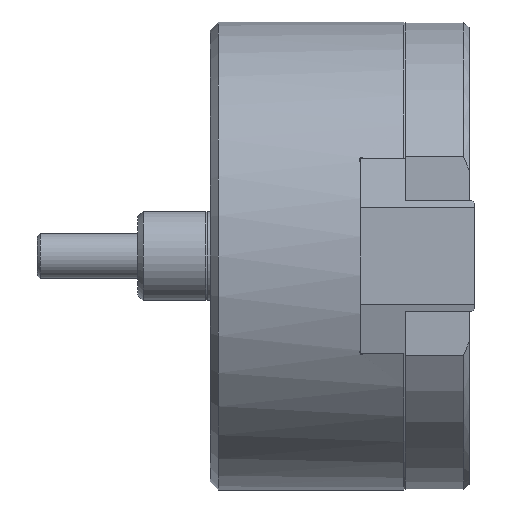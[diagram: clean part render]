
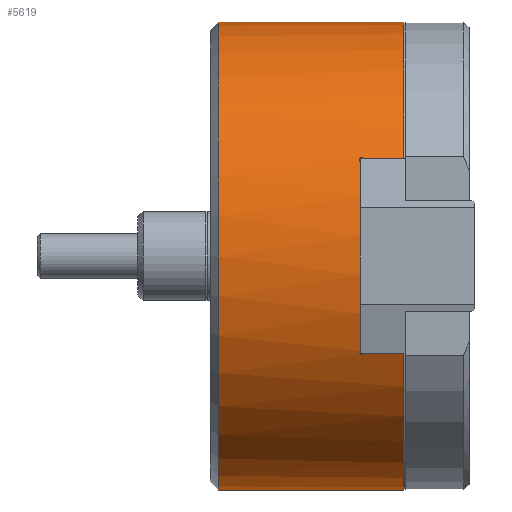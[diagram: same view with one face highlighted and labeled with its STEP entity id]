
A CAD part, front view. The second image highlights one B-rep face of the part: STEP entity #5619.
In plain terms, the highlighted cylindrical face has radius 84 mm (diameter 168 mm), a partial arc.
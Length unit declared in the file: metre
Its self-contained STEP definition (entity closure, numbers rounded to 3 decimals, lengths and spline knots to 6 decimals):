
#68 = DIRECTION ( 'NONE',  ( 0., 0., 1. ) ) ;
#107 = VECTOR ( 'NONE', #9548, 1. ) ;
#201 = CARTESIAN_POINT ( 'NONE',  ( 0.003, 0., 0.084 ) ) ;
#267 = VERTEX_POINT ( 'NONE', #1823 ) ;
#389 = LINE ( 'NONE', #4216, #107 ) ;
#390 = DIRECTION ( 'NONE',  ( 1., 0., 0. ) ) ;
#406 = CARTESIAN_POINT ( 'NONE',  ( 0.0695, 0., 0. ) ) ;
#420 = EDGE_CURVE ( 'NONE', #11406, #267, #4850, .T. ) ;
#427 = CARTESIAN_POINT ( 'NONE',  ( 0.054411, -0.076221, -0.035304 ) ) ;
#749 = DIRECTION ( 'NONE',  ( 1., 0., 0. ) ) ;
#803 = CARTESIAN_POINT ( 'NONE',  ( 0.053776, -0.076757, 0.034123 ) ) ;
#816 = VERTEX_POINT ( 'NONE', #3441 ) ;
#822 = EDGE_LOOP ( 'NONE', ( #8522, #11471, #7081, #10783, #3741, #6753, #4885, #2571, #8702, #5463, #3021 ) ) ;
#1108 = CARTESIAN_POINT ( 'NONE',  ( 0.054959, -0.076285, 0.035166 ) ) ;
#1277 = DIRECTION ( 'NONE',  ( 0., 0., 1. ) ) ;
#1304 = CARTESIAN_POINT ( 'NONE',  ( 0.054078, -0.076274, -0.03519 ) ) ;
#1384 = CARTESIAN_POINT ( 'NONE',  ( 0.054, -0.076866, 0.033876 ) ) ;
#1508 = EDGE_CURVE ( 'NONE', #9121, #11439, #389, .T. ) ;
#1644 = VECTOR ( 'NONE', #5874, 1. ) ;
#1705 = CARTESIAN_POINT ( 'NONE',  ( 0.05369, -0.076545, 0.034596 ) ) ;
#1823 = CARTESIAN_POINT ( 'NONE',  ( 0.055124, -0.076361, -0.035 ) ) ;
#1978 = B_SPLINE_CURVE_WITH_KNOTS ( 'NONE', 3,
 ( #9293, #3053, #4851, #11076, #5739, #427, #6644, #1304, #7515, #2219, #8434, #3089, #9325, #4004, #10214, #4883, #11117, #5783 ),
 .UNSPECIFIED., .F., .F.,
 ( 4, 2, 2, 2, 2, 2, 2, 2, 4 ),
 ( 0., 0.000351, 0.000703, 0.001054, 0.001405, 0.001757, 0.002108, 0.002459, 0.002811 ),
 .UNSPECIFIED. ) ;
#2008 = CARTESIAN_POINT ( 'NONE',  ( 0.055124, -0.076361, 0.035 ) ) ;
#2219 = CARTESIAN_POINT ( 'NONE',  ( 0.053834, -0.076381, -0.034957 ) ) ;
#2487 = VECTOR ( 'NONE', #10611, 1. ) ;
#2571 = ORIENTED_EDGE ( 'NONE', *, *, #6291, .T. ) ;
#2586 = CARTESIAN_POINT ( 'NONE',  ( 0.053885, -0.076343, 0.035039 ) ) ;
#2601 = CARTESIAN_POINT ( 'NONE',  ( 0., -0.076361, -0.035 ) ) ;
#2625 = VERTEX_POINT ( 'NONE', #201 ) ;
#2851 = EDGE_CURVE ( 'NONE', #6806, #2625, #10833, .T. ) ;
#2869 = LINE ( 'NONE', #10562, #7876 ) ;
#2934 = EDGE_CURVE ( 'NONE', #267, #6550, #1978, .T. ) ;
#3021 = ORIENTED_EDGE ( 'NONE', *, *, #5244, .T. ) ;
#3053 = CARTESIAN_POINT ( 'NONE',  ( 0.055055, -0.076321, -0.035087 ) ) ;
#3089 = CARTESIAN_POINT ( 'NONE',  ( 0.053708, -0.076518, -0.034656 ) ) ;
#3114 = CARTESIAN_POINT ( 'NONE',  ( 0.054, -0.076866, -0.033876 ) ) ;
#3439 = AXIS2_PLACEMENT_3D ( 'NONE', #10720, #5390, #68 ) ;
#3441 = CARTESIAN_POINT ( 'NONE',  ( 0.055124, -0.076361, 0.035 ) ) ;
#3491 = CARTESIAN_POINT ( 'NONE',  ( 0.054324, -0.076223, 0.0353 ) ) ;
#3516 = DIRECTION ( 'NONE',  ( 0., 0., 1. ) ) ;
#3741 = ORIENTED_EDGE ( 'NONE', *, *, #4290, .T. ) ;
#3766 = B_SPLINE_CURVE_WITH_KNOTS ( 'NONE', 3,
 ( #8184, #4604, #6429, #1108, #7320, #2008 ),
 .UNSPECIFIED., .F., .F.,
 ( 4, 2, 4 ),
 ( 0.002079, 0.002443, 0.002807 ),
 .UNSPECIFIED. ) ;
#4004 = CARTESIAN_POINT ( 'NONE',  ( 0.05371, -0.076663, -0.034334 ) ) ;
#4087 = CARTESIAN_POINT ( 'NONE',  ( 0., 0., 0.084 ) ) ;
#4216 = CARTESIAN_POINT ( 'NONE',  ( 0., 0., -0.084 ) ) ;
#4232 = AXIS2_PLACEMENT_3D ( 'NONE', #406, #6615, #1277 ) ;
#4290 = EDGE_CURVE ( 'NONE', #6550, #10670, #9362, .T. ) ;
#4357 = CARTESIAN_POINT ( 'NONE',  ( 0.0695, 0., 0.084 ) ) ;
#4428 = CARTESIAN_POINT ( 'NONE',  ( 0.003, 0., -0.084 ) ) ;
#4555 = DIRECTION ( 'NONE',  ( -1., 0., 0. ) ) ;
#4604 = CARTESIAN_POINT ( 'NONE',  ( 0.054623, -0.076223, 0.0353 ) ) ;
#4610 = AXIS2_PLACEMENT_3D ( 'NONE', #10635, #5255, #3516 ) ;
#4656 = B_SPLINE_CURVE_WITH_KNOTS ( 'NONE', 3,
 ( #5225, #10571, #803, #7017, #1705, #7914, #2586, #8815, #3491, #9713 ),
 .UNSPECIFIED., .F., .F.,
 ( 4, 2, 2, 2, 4 ),
 ( 0., 0.00052, 0.00104, 0.00156, 0.002079 ),
 .UNSPECIFIED. ) ;
#4850 = LINE ( 'NONE', #2601, #2487 ) ;
#4851 = CARTESIAN_POINT ( 'NONE',  ( 0.054966, -0.076287, -0.03516 ) ) ;
#4883 = CARTESIAN_POINT ( 'NONE',  ( 0.053841, -0.076797, -0.034034 ) ) ;
#4885 = ORIENTED_EDGE ( 'NONE', *, *, #5133, .T. ) ;
#5073 = CIRCLE ( 'NONE', #4232, 0.084 ) ;
#5085 = VERTEX_POINT ( 'NONE', #5458 ) ;
#5133 = EDGE_CURVE ( 'NONE', #5085, #816, #3766, .T. ) ;
#5225 = CARTESIAN_POINT ( 'NONE',  ( 0.054, -0.076866, 0.033876 ) ) ;
#5244 = EDGE_CURVE ( 'NONE', #2625, #11439, #6839, .T. ) ;
#5255 = DIRECTION ( 'NONE',  ( -1., 0., 0. ) ) ;
#5390 = DIRECTION ( 'NONE',  ( -1., 0., 0. ) ) ;
#5458 = CARTESIAN_POINT ( 'NONE',  ( 0.0545, -0.076223, 0.0353 ) ) ;
#5463 = ORIENTED_EDGE ( 'NONE', *, *, #2851, .T. ) ;
#5619 = ADVANCED_FACE ( 'NONE', ( #7655 ), #9757, .T. ) ;
#5630 = EDGE_CURVE ( 'NONE', #10670, #5085, #4656, .T. ) ;
#5700 = CARTESIAN_POINT ( 'NONE',  ( 0.003, 0., 0. ) ) ;
#5739 = CARTESIAN_POINT ( 'NONE',  ( 0.054645, -0.076225, -0.035295 ) ) ;
#5783 = CARTESIAN_POINT ( 'NONE',  ( 0.054, -0.076866, -0.033876 ) ) ;
#5874 = DIRECTION ( 'NONE',  ( -1., 0., 0. ) ) ;
#6273 = VERTEX_POINT ( 'NONE', #6964 ) ;
#6291 = EDGE_CURVE ( 'NONE', #816, #6273, #2869, .T. ) ;
#6429 = CARTESIAN_POINT ( 'NONE',  ( 0.054744, -0.076236, 0.035271 ) ) ;
#6550 = VERTEX_POINT ( 'NONE', #3114 ) ;
#6596 = DIRECTION ( 'NONE',  ( 0., 0., -1. ) ) ;
#6615 = DIRECTION ( 'NONE',  ( -1., 0., 0. ) ) ;
#6644 = CARTESIAN_POINT ( 'NONE',  ( 0.054293, -0.076231, -0.035281 ) ) ;
#6753 = ORIENTED_EDGE ( 'NONE', *, *, #5630, .T. ) ;
#6806 = VERTEX_POINT ( 'NONE', #4357 ) ;
#6839 = CIRCLE ( 'NONE', #8644, 0.084 ) ;
#6878 = CIRCLE ( 'NONE', #8933, 0.084 ) ;
#6964 = CARTESIAN_POINT ( 'NONE',  ( 0.0695, -0.076361, 0.035 ) ) ;
#7017 = CARTESIAN_POINT ( 'NONE',  ( 0.053687, -0.07662, 0.034431 ) ) ;
#7081 = ORIENTED_EDGE ( 'NONE', *, *, #420, .T. ) ;
#7110 = EDGE_CURVE ( 'NONE', #6273, #6806, #5073, .T. ) ;
#7320 = CARTESIAN_POINT ( 'NONE',  ( 0.055052, -0.076319, 0.035091 ) ) ;
#7515 = CARTESIAN_POINT ( 'NONE',  ( 0.053984, -0.076305, -0.035121 ) ) ;
#7655 = FACE_OUTER_BOUND ( 'NONE', #822, .T. ) ;
#7876 = VECTOR ( 'NONE', #749, 1. ) ;
#7914 = CARTESIAN_POINT ( 'NONE',  ( 0.053788, -0.076408, 0.034899 ) ) ;
#8107 = EDGE_CURVE ( 'NONE', #9121, #11406, #6878, .T. ) ;
#8184 = CARTESIAN_POINT ( 'NONE',  ( 0.0545, -0.076223, 0.0353 ) ) ;
#8434 = CARTESIAN_POINT ( 'NONE',  ( 0.053778, -0.076425, -0.03486 ) ) ;
#8522 = ORIENTED_EDGE ( 'NONE', *, *, #1508, .F. ) ;
#8644 = AXIS2_PLACEMENT_3D ( 'NONE', #5700, #390, #6596 ) ;
#8702 = ORIENTED_EDGE ( 'NONE', *, *, #7110, .T. ) ;
#8815 = CARTESIAN_POINT ( 'NONE',  ( 0.054154, -0.07625, 0.035241 ) ) ;
#8821 = CARTESIAN_POINT ( 'NONE',  ( 0.0695, -0.076361, -0.035 ) ) ;
#8933 = AXIS2_PLACEMENT_3D ( 'NONE', #9879, #4555, #10775 ) ;
#9121 = VERTEX_POINT ( 'NONE', #9414 ) ;
#9293 = CARTESIAN_POINT ( 'NONE',  ( 0.055124, -0.076361, -0.035 ) ) ;
#9325 = CARTESIAN_POINT ( 'NONE',  ( 0.053694, -0.076567, -0.034548 ) ) ;
#9362 = CIRCLE ( 'NONE', #3439, 0.084 ) ;
#9414 = CARTESIAN_POINT ( 'NONE',  ( 0.0695, 0., -0.084 ) ) ;
#9548 = DIRECTION ( 'NONE',  ( -1., 0., 0. ) ) ;
#9713 = CARTESIAN_POINT ( 'NONE',  ( 0.0545, -0.076223, 0.0353 ) ) ;
#9757 = CYLINDRICAL_SURFACE ( 'NONE', #4610, 0.084 ) ;
#9879 = CARTESIAN_POINT ( 'NONE',  ( 0.0695, 0., 0. ) ) ;
#10214 = CARTESIAN_POINT ( 'NONE',  ( 0.053739, -0.07671, -0.034229 ) ) ;
#10562 = CARTESIAN_POINT ( 'NONE',  ( 0., -0.076361, 0.035 ) ) ;
#10571 = CARTESIAN_POINT ( 'NONE',  ( 0.053868, -0.07682, 0.033982 ) ) ;
#10611 = DIRECTION ( 'NONE',  ( -1., 0., 0. ) ) ;
#10635 = CARTESIAN_POINT ( 'NONE',  ( 0., 0., 0. ) ) ;
#10670 = VERTEX_POINT ( 'NONE', #1384 ) ;
#10720 = CARTESIAN_POINT ( 'NONE',  ( 0.054, 0., 0. ) ) ;
#10775 = DIRECTION ( 'NONE',  ( 0., 0., 1. ) ) ;
#10783 = ORIENTED_EDGE ( 'NONE', *, *, #2934, .T. ) ;
#10833 = LINE ( 'NONE', #4087, #1644 ) ;
#11076 = CARTESIAN_POINT ( 'NONE',  ( 0.054761, -0.076239, -0.035265 ) ) ;
#11117 = CARTESIAN_POINT ( 'NONE',  ( 0.053911, -0.076835, -0.033947 ) ) ;
#11406 = VERTEX_POINT ( 'NONE', #8821 ) ;
#11439 = VERTEX_POINT ( 'NONE', #4428 ) ;
#11471 = ORIENTED_EDGE ( 'NONE', *, *, #8107, .T. ) ;
